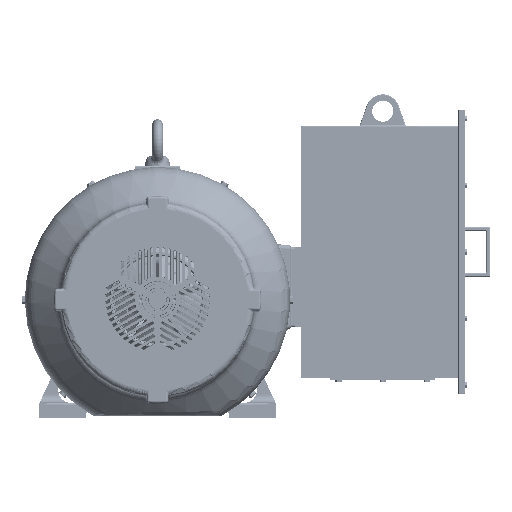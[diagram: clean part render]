
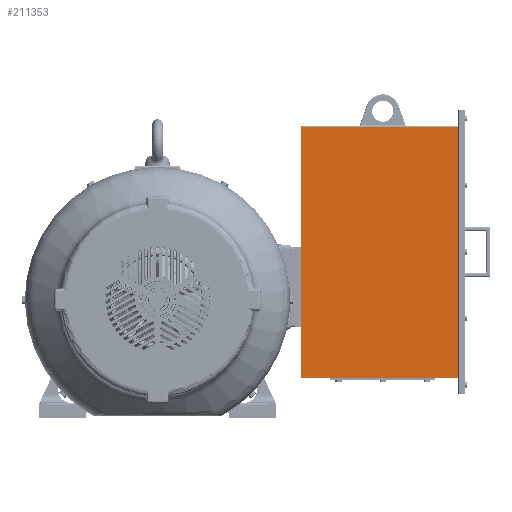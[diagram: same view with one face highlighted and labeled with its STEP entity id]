
A CAD part, front view. The second image highlights one B-rep face of the part: STEP entity #211353.
In plain terms, the highlighted planar face has unit normal (0, -1, 0).
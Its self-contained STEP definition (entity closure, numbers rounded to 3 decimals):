
#211261=CARTESIAN_POINT('Line Origine',(342.4,-182.739,412.4)) ;
#211265=CARTESIAN_POINT('Vertex',(344.,-182.739,412.4)) ;
#211267=CARTESIAN_POINT('Vertex',(340.8,-182.739,412.4)) ;
#211296=CARTESIAN_POINT('Axis2P3D Location',(720.8,-182.739,-185.)) ;
#211301=CARTESIAN_POINT('Line Origine',(530.8,-182.739,-185.)) ;
#211305=CARTESIAN_POINT('Vertex',(720.8,-182.739,-185.)) ;
#211307=CARTESIAN_POINT('Vertex',(340.8,-182.739,-185.)) ;
#211310=CARTESIAN_POINT('Line Origine',(720.8,-182.739,112.968)) ;
#211314=CARTESIAN_POINT('Vertex',(720.8,-182.739,410.936)) ;
#211318=CARTESIAN_POINT('Control Point',(720.8,-182.739,410.936)) ;
#211319=CARTESIAN_POINT('Control Point',(720.437,-182.739,410.726)) ;
#211320=CARTESIAN_POINT('Control Point',(720.047,-182.739,410.565)) ;
#211321=CARTESIAN_POINT('Control Point',(719.638,-182.739,410.455)) ;
#211322=CARTESIAN_POINT('Control Point',(719.219,-182.739,410.4)) ;
#211323=CARTESIAN_POINT('Control Point',(718.8,-182.739,410.4)) ;
#211324=CARTESIAN_POINT('Vertex',(718.8,-182.739,410.4)) ;
#211327=CARTESIAN_POINT('Line Origine',(531.4,-182.739,410.4)) ;
#211331=CARTESIAN_POINT('Vertex',(344.,-182.739,410.4)) ;
#211334=CARTESIAN_POINT('Line Origine',(344.,-182.739,411.4)) ;
#211339=CARTESIAN_POINT('Line Origine',(340.8,-182.739,113.7)) ;
#211262=DIRECTION('Vector Direction',(-1.,0.,0.)) ;
#211297=DIRECTION('Axis2P3D Direction',(0.,-1.,0.)) ;
#211298=DIRECTION('Axis2P3D XDirection',(0.,0.,1.)) ;
#211302=DIRECTION('Vector Direction',(-1.,0.,0.)) ;
#211311=DIRECTION('Vector Direction',(0.,0.,-1.)) ;
#211328=DIRECTION('Vector Direction',(-1.,0.,0.)) ;
#211335=DIRECTION('Vector Direction',(0.,0.,1.)) ;
#211340=DIRECTION('Vector Direction',(0.,0.,1.)) ;
#211299=AXIS2_PLACEMENT_3D('Plane Axis2P3D',#211296,#211297,#211298) ;
#211345=ORIENTED_EDGE('',*,*,#211309,.F.) ;
#211346=ORIENTED_EDGE('',*,*,#211316,.F.) ;
#211347=ORIENTED_EDGE('',*,*,#211326,.T.) ;
#211348=ORIENTED_EDGE('',*,*,#211333,.T.) ;
#211349=ORIENTED_EDGE('',*,*,#211338,.T.) ;
#211350=ORIENTED_EDGE('',*,*,#211269,.T.) ;
#211351=ORIENTED_EDGE('',*,*,#211343,.F.) ;
#211263=VECTOR('Line Direction',#211262,1.) ;
#211303=VECTOR('Line Direction',#211302,1.) ;
#211312=VECTOR('Line Direction',#211311,1.) ;
#211329=VECTOR('Line Direction',#211328,1.) ;
#211336=VECTOR('Line Direction',#211335,1.) ;
#211341=VECTOR('Line Direction',#211340,1.) ;
#211353=ADVANCED_FACE('Brep With Voids.1',(#211352),#211300,.T.) ;
#211317=B_SPLINE_CURVE_WITH_KNOTS('',5,(#211318,#211319,#211320,#211321,#211322,#211323),.UNSPECIFIED.,.F.,.U.,(6,6),(0.,2.97),.UNSPECIFIED.) ;
#211269=EDGE_CURVE('',#211266,#211268,#211264,.T.) ;
#211309=EDGE_CURVE('',#211306,#211308,#211304,.T.) ;
#211316=EDGE_CURVE('',#211315,#211306,#211313,.T.) ;
#211326=EDGE_CURVE('',#211315,#211325,#211317,.T.) ;
#211333=EDGE_CURVE('',#211325,#211332,#211330,.T.) ;
#211338=EDGE_CURVE('',#211332,#211266,#211337,.T.) ;
#211343=EDGE_CURVE('',#211308,#211268,#211342,.T.) ;
#211344=EDGE_LOOP('',(#211345,#211346,#211347,#211348,#211349,#211350,#211351)) ;
#211352=FACE_OUTER_BOUND('',#211344,.T.) ;
#211264=LINE('Line',#211261,#211263) ;
#211304=LINE('Line',#211301,#211303) ;
#211313=LINE('Line',#211310,#211312) ;
#211330=LINE('Line',#211327,#211329) ;
#211337=LINE('Line',#211334,#211336) ;
#211342=LINE('Line',#211339,#211341) ;
#211300=PLANE('Plane',#211299) ;
#211266=VERTEX_POINT('',#211265) ;
#211268=VERTEX_POINT('',#211267) ;
#211306=VERTEX_POINT('',#211305) ;
#211308=VERTEX_POINT('',#211307) ;
#211315=VERTEX_POINT('',#211314) ;
#211325=VERTEX_POINT('',#211324) ;
#211332=VERTEX_POINT('',#211331) ;
